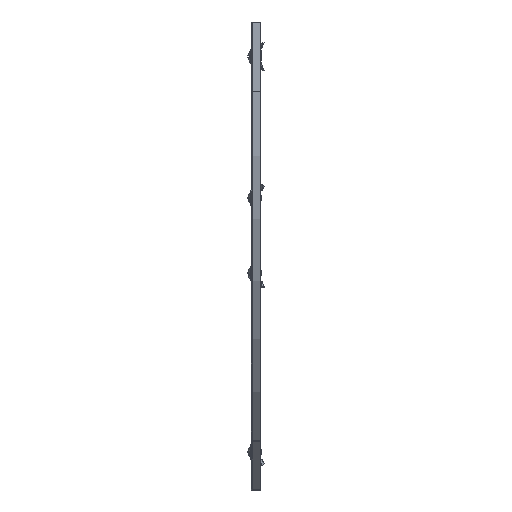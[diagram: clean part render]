
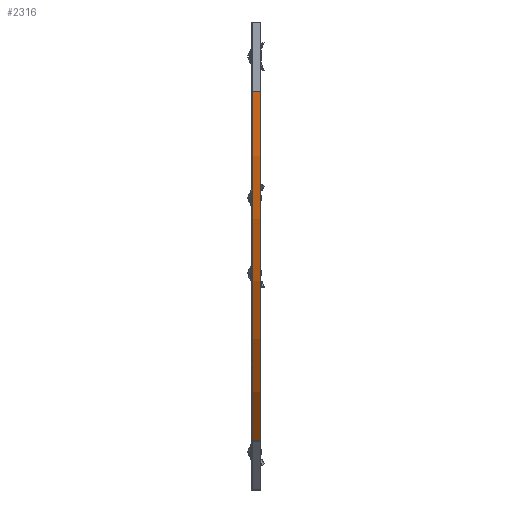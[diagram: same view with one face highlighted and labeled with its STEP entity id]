
A CAD part, left-side view. The second image highlights one B-rep face of the part: STEP entity #2316.
In plain terms, the highlighted cylindrical face has radius 752 mm (diameter 1504 mm), a partial arc.
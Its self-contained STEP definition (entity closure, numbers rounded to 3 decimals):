
#5 = EDGE_CURVE ( 'NONE', #5171, #7678, #5801, .T. ) ;
#218 = CARTESIAN_POINT ( 'NONE',  ( 0., 0., -105. ) ) ;
#383 = LINE ( 'NONE', #6720, #4544 ) ;
#540 = DIRECTION ( 'NONE',  ( 0., 1., 0. ) ) ;
#640 = CARTESIAN_POINT ( 'NONE',  ( 220.256, 0., -636.744 ) ) ;
#1403 = DIRECTION ( 'NONE',  ( 0., -1., 0. ) ) ;
#1545 = AXIS2_PLACEMENT_3D ( 'NONE', #4596, #1403, #5971 ) ;
#1839 = DIRECTION ( 'NONE',  ( 0., 0., -1. ) ) ;
#1936 = AXIS2_PLACEMENT_3D ( 'NONE', #4654, #3387, #2732 ) ;
#2059 = VECTOR ( 'NONE', #6005, 1000. ) ;
#2316 = ADVANCED_FACE ( 'NONE', ( #7938 ), #6395, .T. ) ;
#2402 = EDGE_CURVE ( 'NONE', #3674, #5171, #383, .T. ) ;
#2537 = CARTESIAN_POINT ( 'NONE',  ( 752., 0., -105. ) ) ;
#2732 = DIRECTION ( 'NONE',  ( 0., 0., -1. ) ) ;
#2948 = ORIENTED_EDGE ( 'NONE', *, *, #3200, .F. ) ;
#3200 = EDGE_CURVE ( 'NONE', #3674, #5182, #4432, .T. ) ;
#3387 = DIRECTION ( 'NONE',  ( 0., 1., 0. ) ) ;
#3550 = ORIENTED_EDGE ( 'NONE', *, *, #5901, .T. ) ;
#3656 = ORIENTED_EDGE ( 'NONE', *, *, #2402, .T. ) ;
#3660 = AXIS2_PLACEMENT_3D ( 'NONE', #2537, #540, #1839 ) ;
#3674 = VERTEX_POINT ( 'NONE', #4421 ) ;
#4187 = CARTESIAN_POINT ( 'NONE',  ( 0., 0., -105. ) ) ;
#4219 = EDGE_LOOP ( 'NONE', ( #3656, #8191, #3550, #2948 ) ) ;
#4421 = CARTESIAN_POINT ( 'NONE',  ( 220.256, 14., -636.744 ) ) ;
#4432 = CIRCLE ( 'NONE', #1936, 752. ) ;
#4544 = VECTOR ( 'NONE', #7412, 1000. ) ;
#4596 = CARTESIAN_POINT ( 'NONE',  ( 752., 0., -105. ) ) ;
#4654 = CARTESIAN_POINT ( 'NONE',  ( 752., 14., -105. ) ) ;
#5042 = LINE ( 'NONE', #218, #2059 ) ;
#5171 = VERTEX_POINT ( 'NONE', #640 ) ;
#5182 = VERTEX_POINT ( 'NONE', #5665 ) ;
#5665 = CARTESIAN_POINT ( 'NONE',  ( 0., 14., -105. ) ) ;
#5801 = CIRCLE ( 'NONE', #3660, 752. ) ;
#5901 = EDGE_CURVE ( 'NONE', #7678, #5182, #5042, .T. ) ;
#5971 = DIRECTION ( 'NONE',  ( 0., 0., -1. ) ) ;
#6005 = DIRECTION ( 'NONE',  ( 0., 1., 0. ) ) ;
#6395 = CYLINDRICAL_SURFACE ( 'NONE', #1545, 752. ) ;
#6720 = CARTESIAN_POINT ( 'NONE',  ( 220.256, 0., -636.744 ) ) ;
#7412 = DIRECTION ( 'NONE',  ( 0., -1., 0. ) ) ;
#7678 = VERTEX_POINT ( 'NONE', #4187 ) ;
#7938 = FACE_OUTER_BOUND ( 'NONE', #4219, .T. ) ;
#8191 = ORIENTED_EDGE ( 'NONE', *, *, #5, .T. ) ;
